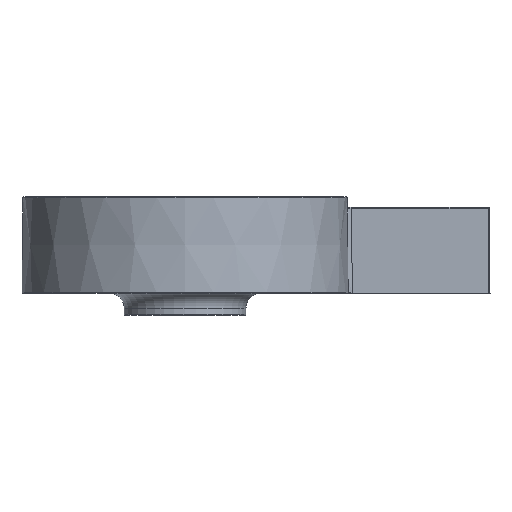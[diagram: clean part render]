
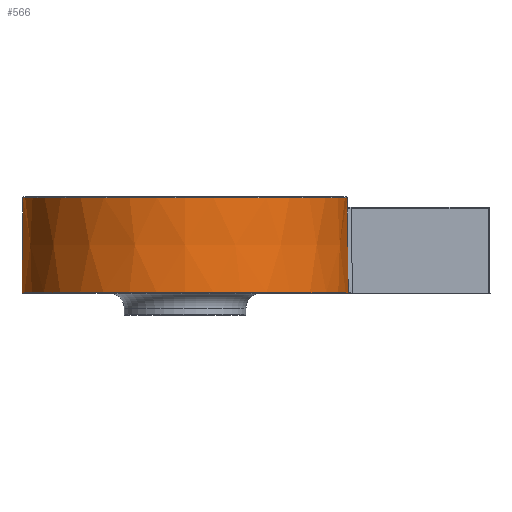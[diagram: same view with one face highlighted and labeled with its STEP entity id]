
A CAD part, top view. The second image highlights one B-rep face of the part: STEP entity #566.
In plain terms, the highlighted conical face has half-angle 0.5 degrees and reference radius 160 mm.
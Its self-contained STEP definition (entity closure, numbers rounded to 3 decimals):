
#201 = DIRECTION ( 'NONE',  ( 0., 1., 0. ) ) ;
#344 = AXIS2_PLACEMENT_3D ( 'NONE', #898, #2158, #1833 ) ;
#423 = VERTEX_POINT ( 'NONE', #2295 ) ;
#476 = CARTESIAN_POINT ( 'NONE',  ( 0., 115.808, 0. ) ) ;
#566 = ADVANCED_FACE ( 'NONE', ( #568 ), #3664, .T. ) ;
#568 = FACE_OUTER_BOUND ( 'NONE', #2973, .T. ) ;
#701 = LINE ( 'NONE', #2889, #3920 ) ;
#898 = CARTESIAN_POINT ( 'NONE',  ( 0., 115.808, 0. ) ) ;
#918 = CARTESIAN_POINT ( 'NONE',  ( -160.816, 22.304, 0. ) ) ;
#1081 = AXIS2_PLACEMENT_3D ( 'NONE', #2010, #201, #2407 ) ;
#1119 = EDGE_CURVE ( 'NONE', #2427, #2070, #1265, .T. ) ;
#1265 = CIRCLE ( 'NONE', #1081, 160.816 ) ;
#1325 = EDGE_CURVE ( 'NONE', #423, #2070, #701, .T. ) ;
#1495 = ORIENTED_EDGE ( 'NONE', *, *, #1119, .T. ) ;
#1701 = CIRCLE ( 'NONE', #2752, 160. ) ;
#1703 = DIRECTION ( 'NONE',  ( 0., 1., 0. ) ) ;
#1833 = DIRECTION ( 'NONE',  ( 1., 0., 0. ) ) ;
#1838 = ORIENTED_EDGE ( 'NONE', *, *, #1325, .F. ) ;
#1921 = ORIENTED_EDGE ( 'NONE', *, *, #3812, .T. ) ;
#1957 = VECTOR ( 'NONE', #4098, 1000. ) ;
#2010 = CARTESIAN_POINT ( 'NONE',  ( 0., 22.304, 0. ) ) ;
#2070 = VERTEX_POINT ( 'NONE', #2812 ) ;
#2123 = LINE ( 'NONE', #2435, #1957 ) ;
#2158 = DIRECTION ( 'NONE',  ( 0., -1., 0. ) ) ;
#2240 = VERTEX_POINT ( 'NONE', #2896 ) ;
#2295 = CARTESIAN_POINT ( 'NONE',  ( 160., 115.808, 0. ) ) ;
#2407 = DIRECTION ( 'NONE',  ( -1., 0., 0. ) ) ;
#2427 = VERTEX_POINT ( 'NONE', #918 ) ;
#2435 = CARTESIAN_POINT ( 'NONE',  ( -160., 115.808, 0. ) ) ;
#2752 = AXIS2_PLACEMENT_3D ( 'NONE', #476, #1703, #2948 ) ;
#2812 = CARTESIAN_POINT ( 'NONE',  ( 160.816, 22.304, 0. ) ) ;
#2889 = CARTESIAN_POINT ( 'NONE',  ( 160., 115.808, 0. ) ) ;
#2896 = CARTESIAN_POINT ( 'NONE',  ( -160., 115.808, 0. ) ) ;
#2948 = DIRECTION ( 'NONE',  ( -1., 0., 0. ) ) ;
#2973 = EDGE_LOOP ( 'NONE', ( #3819, #1921, #1495, #1838 ) ) ;
#3495 = DIRECTION ( 'NONE',  ( 0.009, -1., 0. ) ) ;
#3664 = CONICAL_SURFACE ( 'NONE', #344, 160., 0.009 ) ;
#3762 = EDGE_CURVE ( 'NONE', #2240, #423, #1701, .T. ) ;
#3812 = EDGE_CURVE ( 'NONE', #2240, #2427, #2123, .T. ) ;
#3819 = ORIENTED_EDGE ( 'NONE', *, *, #3762, .F. ) ;
#3920 = VECTOR ( 'NONE', #3495, 1000. ) ;
#4098 = DIRECTION ( 'NONE',  ( -0.009, -1., 0. ) ) ;
